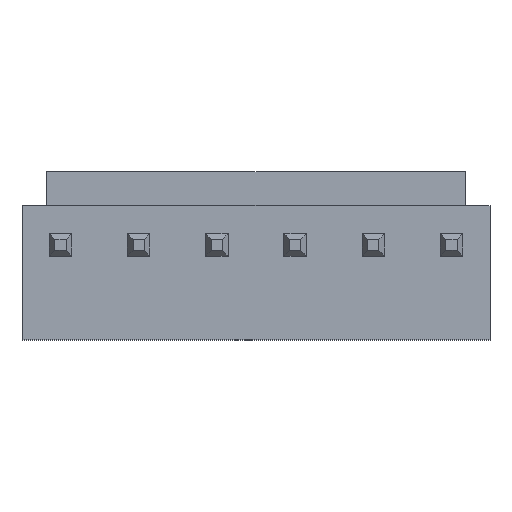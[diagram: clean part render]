
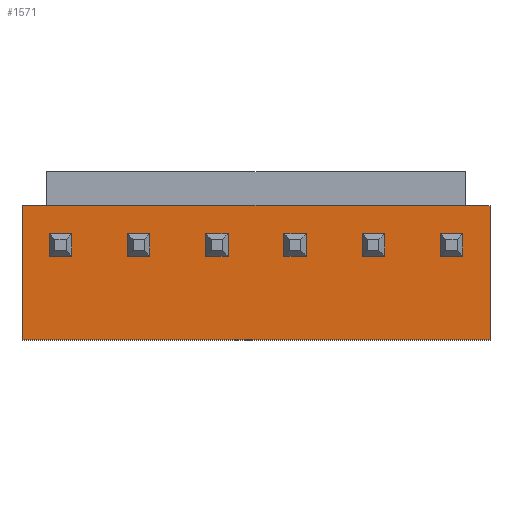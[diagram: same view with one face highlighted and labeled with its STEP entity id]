
A CAD part, top view. The second image highlights one B-rep face of the part: STEP entity #1571.
In plain terms, the highlighted planar face has unit normal (0, 0, 1).
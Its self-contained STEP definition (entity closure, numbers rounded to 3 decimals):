
#16=CARTESIAN_POINT('',(-6.51,-0.57,3.2));
#17=VERTEX_POINT('',#16);
#34=CARTESIAN_POINT('',(-6.51,0.57,3.2));
#35=VERTEX_POINT('',#34);
#42=CARTESIAN_POINT('',(-6.51,0.0,3.2));
#43=DIRECTION('',(0.0,1.0,0.0));
#44=VECTOR('',#43,1.0);
#45=LINE('',#42,#44);
#46=EDGE_CURVE('n� 1931',#17,#35,#45,.T.);
#56=CARTESIAN_POINT('',(1.41,-0.57,3.2));
#57=VERTEX_POINT('',#56);
#74=CARTESIAN_POINT('',(1.41,0.57,3.2));
#75=VERTEX_POINT('',#74);
#82=CARTESIAN_POINT('',(1.41,0.0,3.2));
#83=DIRECTION('',(0.0,1.0,0.0));
#84=VECTOR('',#83,1.0);
#85=LINE('',#82,#84);
#86=EDGE_CURVE('n� 1910',#57,#75,#85,.T.);
#96=CARTESIAN_POINT('',(9.33,-0.57,3.2));
#97=VERTEX_POINT('',#96);
#114=CARTESIAN_POINT('',(9.33,0.57,3.2));
#115=VERTEX_POINT('',#114);
#122=CARTESIAN_POINT('',(9.33,0.0,3.2));
#123=DIRECTION('',(0.0,1.0,0.0));
#124=VECTOR('',#123,1.0);
#125=LINE('',#122,#124);
#126=EDGE_CURVE('n� 1889',#97,#115,#125,.T.);
#136=CARTESIAN_POINT('',(5.37,-0.57,3.2));
#137=VERTEX_POINT('',#136);
#154=CARTESIAN_POINT('',(5.37,0.57,3.2));
#155=VERTEX_POINT('',#154);
#162=CARTESIAN_POINT('',(5.37,0.0,3.2));
#163=DIRECTION('',(0.0,1.0,0.0));
#164=VECTOR('',#163,1.0);
#165=LINE('',#162,#164);
#166=EDGE_CURVE('n� 1868',#137,#155,#165,.T.);
#176=CARTESIAN_POINT('',(-2.55,-0.57,3.2));
#177=VERTEX_POINT('',#176);
#194=CARTESIAN_POINT('',(-2.55,0.57,3.2));
#195=VERTEX_POINT('',#194);
#202=CARTESIAN_POINT('',(-2.55,0.0,3.2));
#203=DIRECTION('',(0.0,1.0,0.0));
#204=VECTOR('',#203,1.0);
#205=LINE('',#202,#204);
#206=EDGE_CURVE('n� 1847',#177,#195,#205,.T.);
#216=CARTESIAN_POINT('',(-10.47,-0.57,3.2));
#217=VERTEX_POINT('',#216);
#234=CARTESIAN_POINT('',(-10.47,0.57,3.2));
#235=VERTEX_POINT('',#234);
#242=CARTESIAN_POINT('',(-10.47,0.0,3.2));
#243=DIRECTION('',(0.0,1.0,0.0));
#244=VECTOR('',#243,1.0);
#245=LINE('',#242,#244);
#246=EDGE_CURVE('n� 1826',#217,#235,#245,.T.);
#296=CARTESIAN_POINT('',(-5.37,-0.57,3.2));
#297=VERTEX_POINT('',#296);
#313=CARTESIAN_POINT('',(-5.94,-0.57,3.2));
#314=DIRECTION('',(-1.0,0.0,0.0));
#315=VECTOR('',#314,1.0);
#316=LINE('',#313,#315);
#317=EDGE_CURVE('n� 1784',#297,#17,#316,.T.);
#376=CARTESIAN_POINT('',(-5.37,0.57,3.2));
#377=VERTEX_POINT('',#376);
#384=CARTESIAN_POINT('',(-5.94,0.57,3.2));
#385=DIRECTION('',(1.0,0.0,-0.0));
#386=VECTOR('',#385,1.0);
#387=LINE('',#384,#386);
#388=EDGE_CURVE('n� 1742',#35,#377,#387,.T.);
#398=CARTESIAN_POINT('',(2.55,-0.57,3.2));
#399=VERTEX_POINT('',#398);
#415=CARTESIAN_POINT('',(1.98,-0.57,3.2));
#416=DIRECTION('',(-1.0,0.0,0.0));
#417=VECTOR('',#416,1.0);
#418=LINE('',#415,#417);
#419=EDGE_CURVE('n� 1721',#399,#57,#418,.T.);
#478=CARTESIAN_POINT('',(2.55,0.57,3.2));
#479=VERTEX_POINT('',#478);
#486=CARTESIAN_POINT('',(1.98,0.57,3.2));
#487=DIRECTION('',(1.0,0.0,-0.0));
#488=VECTOR('',#487,1.0);
#489=LINE('',#486,#488);
#490=EDGE_CURVE('n� 1679',#75,#479,#489,.T.);
#500=CARTESIAN_POINT('',(10.47,-0.57,3.2));
#501=VERTEX_POINT('',#500);
#517=CARTESIAN_POINT('',(9.9,-0.57,3.2));
#518=DIRECTION('',(-1.0,0.0,0.0));
#519=VECTOR('',#518,1.0);
#520=LINE('',#517,#519);
#521=EDGE_CURVE('n� 1658',#501,#97,#520,.T.);
#580=CARTESIAN_POINT('',(10.47,0.57,3.2));
#581=VERTEX_POINT('',#580);
#588=CARTESIAN_POINT('',(9.9,0.57,3.2));
#589=DIRECTION('',(1.0,0.0,-0.0));
#590=VECTOR('',#589,1.0);
#591=LINE('',#588,#590);
#592=EDGE_CURVE('n� 1616',#115,#581,#591,.T.);
#602=CARTESIAN_POINT('',(6.51,-0.57,3.2));
#603=VERTEX_POINT('',#602);
#619=CARTESIAN_POINT('',(5.94,-0.57,3.2));
#620=DIRECTION('',(-1.0,0.0,0.0));
#621=VECTOR('',#620,1.0);
#622=LINE('',#619,#621);
#623=EDGE_CURVE('n� 1595',#603,#137,#622,.T.);
#682=CARTESIAN_POINT('',(6.51,0.57,3.2));
#683=VERTEX_POINT('',#682);
#690=CARTESIAN_POINT('',(5.94,0.57,3.2));
#691=DIRECTION('',(1.0,0.0,-0.0));
#692=VECTOR('',#691,1.0);
#693=LINE('',#690,#692);
#694=EDGE_CURVE('n� 1553',#155,#683,#693,.T.);
#704=CARTESIAN_POINT('',(-1.41,-0.57,3.2));
#705=VERTEX_POINT('',#704);
#721=CARTESIAN_POINT('',(-1.98,-0.57,3.2));
#722=DIRECTION('',(-1.0,0.0,0.0));
#723=VECTOR('',#722,1.0);
#724=LINE('',#721,#723);
#725=EDGE_CURVE('n� 1532',#705,#177,#724,.T.);
#784=CARTESIAN_POINT('',(-1.41,0.57,3.2));
#785=VERTEX_POINT('',#784);
#792=CARTESIAN_POINT('',(-1.98,0.57,3.2));
#793=DIRECTION('',(1.0,0.0,-0.0));
#794=VECTOR('',#793,1.0);
#795=LINE('',#792,#794);
#796=EDGE_CURVE('n� 1490',#195,#785,#795,.T.);
#806=CARTESIAN_POINT('',(-9.33,-0.57,3.2));
#807=VERTEX_POINT('',#806);
#823=CARTESIAN_POINT('',(-9.9,-0.57,3.2));
#824=DIRECTION('',(-1.0,0.0,0.0));
#825=VECTOR('',#824,1.0);
#826=LINE('',#823,#825);
#827=EDGE_CURVE('n� 1469',#807,#217,#826,.T.);
#886=CARTESIAN_POINT('',(-9.33,0.57,3.2));
#887=VERTEX_POINT('',#886);
#894=CARTESIAN_POINT('',(-9.9,0.57,3.2));
#895=DIRECTION('',(1.0,0.0,-0.0));
#896=VECTOR('',#895,1.0);
#897=LINE('',#894,#896);
#898=EDGE_CURVE('n� 1427',#235,#887,#897,.T.);
#939=CARTESIAN_POINT('',(10.6,2.0,3.2));
#940=VERTEX_POINT('',#939);
#948=CARTESIAN_POINT('',(-10.6,2.0,3.2));
#949=VERTEX_POINT('',#948);
#956=CARTESIAN_POINT('',(0.0,2.0,3.2));
#957=DIRECTION('',(-1.0,0.0,0.0));
#958=VECTOR('',#957,1.0);
#959=LINE('',#956,#958);
#960=EDGE_CURVE('n� 906',#940,#949,#959,.T.);
#978=CARTESIAN_POINT('',(-5.37,-1.4,3.2));
#979=DIRECTION('',(0.0,-1.0,0.0));
#980=VECTOR('',#979,1.0);
#981=LINE('',#978,#980);
#982=EDGE_CURVE('n� 899',#377,#297,#981,.T.);
#1000=CARTESIAN_POINT('',(2.55,-1.4,3.2));
#1001=DIRECTION('',(0.0,-1.0,0.0));
#1002=VECTOR('',#1001,1.0);
#1003=LINE('',#1000,#1002);
#1004=EDGE_CURVE('n� 895',#479,#399,#1003,.T.);
#1022=CARTESIAN_POINT('',(10.47,-1.4,3.2));
#1023=DIRECTION('',(0.0,-1.0,0.0));
#1024=VECTOR('',#1023,1.0);
#1025=LINE('',#1022,#1024);
#1026=EDGE_CURVE('n� 891',#581,#501,#1025,.T.);
#1044=CARTESIAN_POINT('',(6.51,-1.4,3.2));
#1045=DIRECTION('',(0.0,-1.0,0.0));
#1046=VECTOR('',#1045,1.0);
#1047=LINE('',#1044,#1046);
#1048=EDGE_CURVE('n� 887',#683,#603,#1047,.T.);
#1066=CARTESIAN_POINT('',(-1.41,-1.4,3.2));
#1067=DIRECTION('',(0.0,-1.0,0.0));
#1068=VECTOR('',#1067,1.0);
#1069=LINE('',#1066,#1068);
#1070=EDGE_CURVE('n� 883',#785,#705,#1069,.T.);
#1088=CARTESIAN_POINT('',(-9.33,-1.4,3.2));
#1089=DIRECTION('',(0.0,-1.0,0.0));
#1090=VECTOR('',#1089,1.0);
#1091=LINE('',#1088,#1090);
#1092=EDGE_CURVE('n� 879',#887,#807,#1091,.T.);
#1344=CARTESIAN_POINT('',(-11.85,2.0,3.2));
#1345=VERTEX_POINT('',#1344);
#1352=CARTESIAN_POINT('',(0.0,2.0,3.2));
#1353=DIRECTION('',(-1.0,-0.0,0.));
#1354=VECTOR('',#1353,1.0);
#1355=LINE('',#1352,#1354);
#1356=EDGE_CURVE('n� 905',#949,#1345,#1355,.T.);
#1474=CARTESIAN_POINT('',(11.85,2.0,3.2));
#1475=VERTEX_POINT('',#1474);
#1489=CARTESIAN_POINT('',(0.0,2.0,3.2));
#1490=DIRECTION('',(-1.0,0.0,0.));
#1491=VECTOR('',#1490,1.0);
#1492=LINE('',#1489,#1491);
#1493=EDGE_CURVE('n� 907',#1475,#940,#1492,.T.);
#1503=ORIENTED_EDGE('',*,*,#898,.T.);
#1504=ORIENTED_EDGE('',*,*,#1092,.T.);
#1505=ORIENTED_EDGE('',*,*,#827,.T.);
#1506=ORIENTED_EDGE('',*,*,#246,.T.);
#1507=EDGE_LOOP('',(#1503,#1504,#1505,#1506));
#1508=FACE_OUTER_BOUND('',#1507,.T.);
#1509=ORIENTED_EDGE('',*,*,#796,.T.);
#1510=ORIENTED_EDGE('',*,*,#1070,.T.);
#1511=ORIENTED_EDGE('',*,*,#725,.T.);
#1512=ORIENTED_EDGE('',*,*,#206,.T.);
#1513=EDGE_LOOP('',(#1509,#1510,#1511,#1512));
#1514=FACE_BOUND('',#1513,.T.);
#1515=ORIENTED_EDGE('',*,*,#694,.T.);
#1516=ORIENTED_EDGE('',*,*,#1048,.T.);
#1517=ORIENTED_EDGE('',*,*,#623,.T.);
#1518=ORIENTED_EDGE('',*,*,#166,.T.);
#1519=EDGE_LOOP('',(#1515,#1516,#1517,#1518));
#1520=FACE_BOUND('',#1519,.T.);
#1521=ORIENTED_EDGE('',*,*,#592,.T.);
#1522=ORIENTED_EDGE('',*,*,#1026,.T.);
#1523=ORIENTED_EDGE('',*,*,#521,.T.);
#1524=ORIENTED_EDGE('',*,*,#126,.T.);
#1525=EDGE_LOOP('',(#1521,#1522,#1523,#1524));
#1526=FACE_BOUND('',#1525,.T.);
#1527=ORIENTED_EDGE('',*,*,#490,.T.);
#1528=ORIENTED_EDGE('',*,*,#1004,.T.);
#1529=ORIENTED_EDGE('',*,*,#419,.T.);
#1530=ORIENTED_EDGE('',*,*,#86,.T.);
#1531=EDGE_LOOP('',(#1527,#1528,#1529,#1530));
#1532=FACE_BOUND('',#1531,.T.);
#1533=ORIENTED_EDGE('',*,*,#388,.T.);
#1534=ORIENTED_EDGE('',*,*,#982,.T.);
#1535=ORIENTED_EDGE('',*,*,#317,.T.);
#1536=ORIENTED_EDGE('',*,*,#46,.T.);
#1537=EDGE_LOOP('',(#1533,#1534,#1535,#1536));
#1538=FACE_BOUND('',#1537,.T.);
#1539=CARTESIAN_POINT('',(-11.85,-4.8,3.2));
#1540=VERTEX_POINT('',#1539);
#1541=CARTESIAN_POINT('',(-11.85,-1.4,3.2));
#1542=DIRECTION('',(0.0,-1.0,0.0));
#1543=VECTOR('',#1542,1.0);
#1544=LINE('',#1541,#1543);
#1545=EDGE_CURVE('n� 477',#1345,#1540,#1544,.T.);
#1546=ORIENTED_EDGE('',*,*,#1545,.T.);
#1547=CARTESIAN_POINT('',(11.85,-4.8,3.2));
#1548=VERTEX_POINT('',#1547);
#1549=CARTESIAN_POINT('',(0.0,-4.8,3.2));
#1550=DIRECTION('',(-1.0,0.0,0.0));
#1551=VECTOR('',#1550,1.0);
#1552=LINE('',#1549,#1551);
#1553=EDGE_CURVE('n� 413',#1548,#1540,#1552,.T.);
#1554=ORIENTED_EDGE('',*,*,#1553,.F.);
#1555=CARTESIAN_POINT('',(11.85,-1.4,3.2));
#1556=DIRECTION('',(0.0,-1.0,0.0));
#1557=VECTOR('',#1556,1.0);
#1558=LINE('',#1555,#1557);
#1559=EDGE_CURVE('n� 434',#1475,#1548,#1558,.T.);
#1560=ORIENTED_EDGE('',*,*,#1559,.F.);
#1561=ORIENTED_EDGE('',*,*,#1493,.T.);
#1562=ORIENTED_EDGE('',*,*,#960,.T.);
#1563=ORIENTED_EDGE('',*,*,#1356,.T.);
#1564=EDGE_LOOP('',(#1546,#1554,#1560,#1561,#1562,#1563));
#1565=FACE_BOUND('',#1564,.T.);
#1566=CARTESIAN_POINT('',(-11.85,2.0,3.2));
#1567=DIRECTION('',(0.0,0.0,1.0));
#1568=DIRECTION('',(0.0,-1.0,-0.0));
#1569=AXIS2_PLACEMENT_3D('',#1566,#1567,#1568);
#1570=PLANE('',#1569);
#1571=ADVANCED_FACE('n� 870',(#1508,#1514,#1520,#1526,#1532,#1538,#1565),#1570,.T.);
